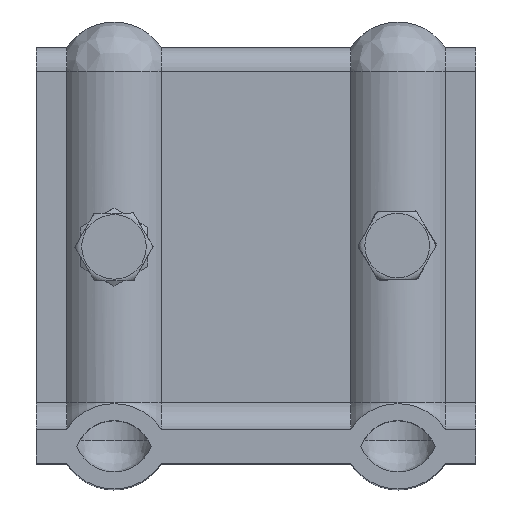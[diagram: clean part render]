
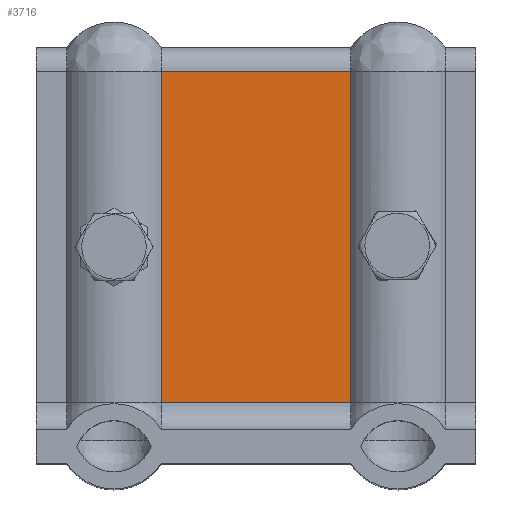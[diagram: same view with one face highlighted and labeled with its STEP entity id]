
A CAD part, top view. The second image highlights one B-rep face of the part: STEP entity #3716.
In plain terms, the highlighted planar face has unit normal (0, 0, 1).
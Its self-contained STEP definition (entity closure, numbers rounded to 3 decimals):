
#367=LINE('',#10049,#556);
#378=LINE('',#11635,#567);
#489=LINE('',#12286,#678);
#499=LINE('',#12366,#688);
#556=VECTOR('',#4431,10.);
#567=VECTOR('',#4500,10.);
#678=VECTOR('',#4931,10.);
#688=VECTOR('',#4973,10.);
#896=FACE_OUTER_BOUND('',#1132,.T.);
#1132=EDGE_LOOP('',(#3067,#3068,#3069,#3070));
#1474=VERTEX_POINT('',#10046);
#1475=VERTEX_POINT('',#10048);
#1504=VERTEX_POINT('',#11628);
#1507=VERTEX_POINT('',#11633);
#1862=EDGE_CURVE('',#1475,#1474,#367,.T.);
#1914=EDGE_CURVE('',#1507,#1504,#378,.T.);
#2117=EDGE_CURVE('',#1474,#1504,#489,.T.);
#2136=EDGE_CURVE('',#1475,#1507,#499,.T.);
#3067=ORIENTED_EDGE('',*,*,#2117,.T.);
#3068=ORIENTED_EDGE('',*,*,#1914,.F.);
#3069=ORIENTED_EDGE('',*,*,#2136,.F.);
#3070=ORIENTED_EDGE('',*,*,#1862,.T.);
#3302=PLANE('',#4085);
#3716=ADVANCED_FACE('',(#896),#3302,.T.);
#4085=AXIS2_PLACEMENT_3D('',#12365,#4971,#4972);
#4431=DIRECTION('',(0.,1.,0.));
#4500=DIRECTION('',(0.,1.,0.));
#4931=DIRECTION('',(-1.,0.,0.));
#4971=DIRECTION('center_axis',(0.,0.,1.));
#4972=DIRECTION('ref_axis',(1.,0.,0.));
#4973=DIRECTION('',(-1.,0.,0.));
#10046=CARTESIAN_POINT('',(12.58,23.33,21.4));
#10048=CARTESIAN_POINT('',(12.58,-25.67,21.4));
#10049=CARTESIAN_POINT('',(12.58,-25.67,21.4));
#11628=CARTESIAN_POINT('',(-15.42,23.33,21.4));
#11633=CARTESIAN_POINT('',(-15.42,-25.67,21.4));
#11635=CARTESIAN_POINT('',(-15.42,-25.67,21.4));
#12286=CARTESIAN_POINT('',(12.58,23.33,21.4));
#12365=CARTESIAN_POINT('Origin',(12.58,-25.67,21.4));
#12366=CARTESIAN_POINT('',(12.58,-25.67,21.4));
